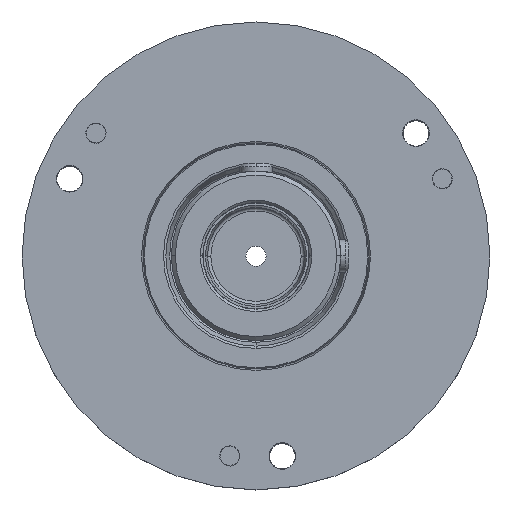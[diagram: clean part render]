
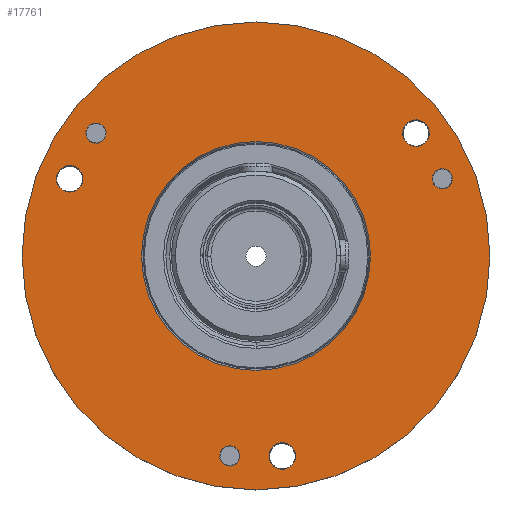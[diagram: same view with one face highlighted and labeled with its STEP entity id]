
A CAD part, top view. The second image highlights one B-rep face of the part: STEP entity #17761.
In plain terms, the highlighted planar face has unit normal (0, 0, 1).
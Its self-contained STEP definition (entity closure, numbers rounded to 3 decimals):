
#351=CARTESIAN_POINT('',(0.,0.,18.));
#352=DIRECTION('',(0.,0.,1.));
#353=DIRECTION('',(1.,0.,0.));
#354=AXIS2_PLACEMENT_3D('',#351,#352,#353);
#356=CARTESIAN_POINT('',(0.,0.,18.));
#357=DIRECTION('',(0.,0.,1.));
#358=DIRECTION('',(-1.,0.,0.));
#359=AXIS2_PLACEMENT_3D('',#356,#357,#358);
#361=CARTESIAN_POINT('',(-19.834,15.219,18.));
#362=DIRECTION('',(0.,0.,-1.));
#363=DIRECTION('',(-0.793,0.609,0.));
#364=AXIS2_PLACEMENT_3D('',#361,#362,#363);
#366=CARTESIAN_POINT('',(-19.834,15.219,18.));
#367=DIRECTION('',(0.,0.,-1.));
#368=DIRECTION('',(0.793,-0.609,0.));
#369=AXIS2_PLACEMENT_3D('',#366,#367,#368);
#371=CARTESIAN_POINT('',(-3.263,-24.786,18.));
#372=DIRECTION('',(0.,0.,-1.));
#373=DIRECTION('',(-0.131,-0.991,0.));
#374=AXIS2_PLACEMENT_3D('',#371,#372,#373);
#376=CARTESIAN_POINT('',(-3.263,-24.786,18.));
#377=DIRECTION('',(0.,0.,-1.));
#378=DIRECTION('',(0.131,0.991,0.));
#379=AXIS2_PLACEMENT_3D('',#376,#377,#378);
#381=CARTESIAN_POINT('',(23.097,9.567,18.));
#382=DIRECTION('',(0.,0.,-1.));
#383=DIRECTION('',(0.924,0.383,0.));
#384=AXIS2_PLACEMENT_3D('',#381,#382,#383);
#386=CARTESIAN_POINT('',(23.097,9.567,18.));
#387=DIRECTION('',(0.,0.,-1.));
#388=DIRECTION('',(-0.924,-0.383,0.));
#389=AXIS2_PLACEMENT_3D('',#386,#387,#388);
#391=CARTESIAN_POINT('',(3.263,-24.786,18.));
#392=DIRECTION('',(0.,0.,1.));
#393=DIRECTION('',(0.,-1.,0.));
#394=AXIS2_PLACEMENT_3D('',#391,#392,#393);
#396=CARTESIAN_POINT('',(3.263,-24.786,18.));
#397=DIRECTION('',(0.,0.,1.));
#398=DIRECTION('',(0.,1.,0.));
#399=AXIS2_PLACEMENT_3D('',#396,#397,#398);
#401=CARTESIAN_POINT('',(19.834,15.219,18.));
#402=DIRECTION('',(0.,0.,1.));
#403=DIRECTION('',(0.,-1.,0.));
#404=AXIS2_PLACEMENT_3D('',#401,#402,#403);
#406=CARTESIAN_POINT('',(19.834,15.219,18.));
#407=DIRECTION('',(0.,0.,1.));
#408=DIRECTION('',(0.,1.,0.));
#409=AXIS2_PLACEMENT_3D('',#406,#407,#408);
#411=CARTESIAN_POINT('',(-23.097,9.567,18.));
#412=DIRECTION('',(0.,0.,1.));
#413=DIRECTION('',(0.,-1.,0.));
#414=AXIS2_PLACEMENT_3D('',#411,#412,#413);
#416=CARTESIAN_POINT('',(-23.097,9.567,18.));
#417=DIRECTION('',(0.,0.,1.));
#418=DIRECTION('',(0.,1.,0.));
#419=AXIS2_PLACEMENT_3D('',#416,#417,#418);
#421=CARTESIAN_POINT('',(0.,0.,18.));
#422=DIRECTION('',(0.,0.,-1.));
#423=DIRECTION('',(-1.,0.,0.));
#424=AXIS2_PLACEMENT_3D('',#421,#422,#423);
#439=CARTESIAN_POINT('',(0.,0.,18.));
#440=DIRECTION('',(0.,0.,-1.));
#441=DIRECTION('',(1.,0.,0.));
#442=AXIS2_PLACEMENT_3D('',#439,#440,#441);
#14249=CARTESIAN_POINT('',(29.,0.,18.));
#14250=CARTESIAN_POINT('',(-29.,0.,18.));
#14251=VERTEX_POINT('',#14249);
#14252=VERTEX_POINT('',#14250);
#14337=CARTESIAN_POINT('',(-20.826,15.98,18.));
#14338=CARTESIAN_POINT('',(-18.842,14.458,18.));
#14339=VERTEX_POINT('',#14337);
#14340=VERTEX_POINT('',#14338);
#14341=CARTESIAN_POINT('',(-3.426,-26.025,18.));
#14342=CARTESIAN_POINT('',(-3.1,-23.547,18.));
#14343=VERTEX_POINT('',#14341);
#14344=VERTEX_POINT('',#14342);
#14345=CARTESIAN_POINT('',(24.252,10.045,18.));
#14346=CARTESIAN_POINT('',(21.942,9.089,18.));
#14347=VERTEX_POINT('',#14345);
#14348=VERTEX_POINT('',#14346);
#14447=CARTESIAN_POINT('',(14.188,0.,18.));
#14448=CARTESIAN_POINT('',(-14.188,0.,18.));
#14449=VERTEX_POINT('',#14447);
#14450=VERTEX_POINT('',#14448);
#14635=CARTESIAN_POINT('',(3.263,-26.436,18.));
#14636=CARTESIAN_POINT('',(3.263,-23.136,18.));
#14637=VERTEX_POINT('',#14635);
#14638=VERTEX_POINT('',#14636);
#14643=CARTESIAN_POINT('',(19.834,13.569,18.));
#14644=CARTESIAN_POINT('',(19.834,16.869,18.));
#14645=VERTEX_POINT('',#14643);
#14646=VERTEX_POINT('',#14644);
#14651=CARTESIAN_POINT('',(-23.097,7.917,18.));
#14652=CARTESIAN_POINT('',(-23.097,11.217,18.));
#14653=VERTEX_POINT('',#14651);
#14654=VERTEX_POINT('',#14652);
#17710=CARTESIAN_POINT('',(0.,0.,18.));
#17711=DIRECTION('',(0.,0.,1.));
#17712=DIRECTION('',(1.,0.,0.));
#17713=AXIS2_PLACEMENT_3D('',#17710,#17711,#17712);
#17714=PLANE('',#17713);
#17715=ORIENTED_EDGE('',*,*,#17690,.F.);
#17716=ORIENTED_EDGE('',*,*,#17704,.F.);
#17717=EDGE_LOOP('',(#17715,#17716));
#17718=FACE_OUTER_BOUND('',#17717,.F.);
#17720=ORIENTED_EDGE('',*,*,#17719,.F.);
#17722=ORIENTED_EDGE('',*,*,#17721,.F.);
#17723=EDGE_LOOP('',(#17720,#17722));
#17724=FACE_BOUND('',#17723,.F.);
#17726=ORIENTED_EDGE('',*,*,#17725,.F.);
#17728=ORIENTED_EDGE('',*,*,#17727,.F.);
#17729=EDGE_LOOP('',(#17726,#17728));
#17730=FACE_BOUND('',#17729,.F.);
#17732=ORIENTED_EDGE('',*,*,#17731,.F.);
#17734=ORIENTED_EDGE('',*,*,#17733,.F.);
#17735=EDGE_LOOP('',(#17732,#17734));
#17736=FACE_BOUND('',#17735,.F.);
#17738=ORIENTED_EDGE('',*,*,#17737,.F.);
#17740=ORIENTED_EDGE('',*,*,#17739,.F.);
#17741=EDGE_LOOP('',(#17738,#17740));
#17742=FACE_BOUND('',#17741,.F.);
#17744=ORIENTED_EDGE('',*,*,#17743,.T.);
#17746=ORIENTED_EDGE('',*,*,#17745,.T.);
#17747=EDGE_LOOP('',(#17744,#17746));
#17748=FACE_BOUND('',#17747,.F.);
#17750=ORIENTED_EDGE('',*,*,#17749,.T.);
#17752=ORIENTED_EDGE('',*,*,#17751,.T.);
#17753=EDGE_LOOP('',(#17750,#17752));
#17754=FACE_BOUND('',#17753,.F.);
#17756=ORIENTED_EDGE('',*,*,#17755,.T.);
#17758=ORIENTED_EDGE('',*,*,#17757,.T.);
#17759=EDGE_LOOP('',(#17756,#17758));
#17760=FACE_BOUND('',#17759,.F.);
#355=CIRCLE('',#354,29.);
#360=CIRCLE('',#359,29.);
#365=CIRCLE('',#364,1.25);
#370=CIRCLE('',#369,1.25);
#375=CIRCLE('',#374,1.25);
#380=CIRCLE('',#379,1.25);
#385=CIRCLE('',#384,1.25);
#390=CIRCLE('',#389,1.25);
#395=CIRCLE('',#394,1.65);
#400=CIRCLE('',#399,1.65);
#405=CIRCLE('',#404,1.65);
#410=CIRCLE('',#409,1.65);
#415=CIRCLE('',#414,1.65);
#420=CIRCLE('',#419,1.65);
#425=CIRCLE('',#424,14.188);
#443=CIRCLE('',#442,14.188);
#17690=EDGE_CURVE('',#14251,#14252,#355,.T.);
#17704=EDGE_CURVE('',#14252,#14251,#360,.T.);
#17719=EDGE_CURVE('',#14450,#14449,#425,.T.);
#17721=EDGE_CURVE('',#14449,#14450,#443,.T.);
#17725=EDGE_CURVE('',#14339,#14340,#365,.T.);
#17727=EDGE_CURVE('',#14340,#14339,#370,.T.);
#17731=EDGE_CURVE('',#14343,#14344,#375,.T.);
#17733=EDGE_CURVE('',#14344,#14343,#380,.T.);
#17737=EDGE_CURVE('',#14347,#14348,#385,.T.);
#17739=EDGE_CURVE('',#14348,#14347,#390,.T.);
#17743=EDGE_CURVE('',#14637,#14638,#395,.T.);
#17745=EDGE_CURVE('',#14638,#14637,#400,.T.);
#17749=EDGE_CURVE('',#14645,#14646,#405,.T.);
#17751=EDGE_CURVE('',#14646,#14645,#410,.T.);
#17755=EDGE_CURVE('',#14653,#14654,#415,.T.);
#17757=EDGE_CURVE('',#14654,#14653,#420,.T.);
#17761=ADVANCED_FACE('',(#17718,#17724,#17730,#17736,#17742,#17748,#17754,
#17760),#17714,.T.);
